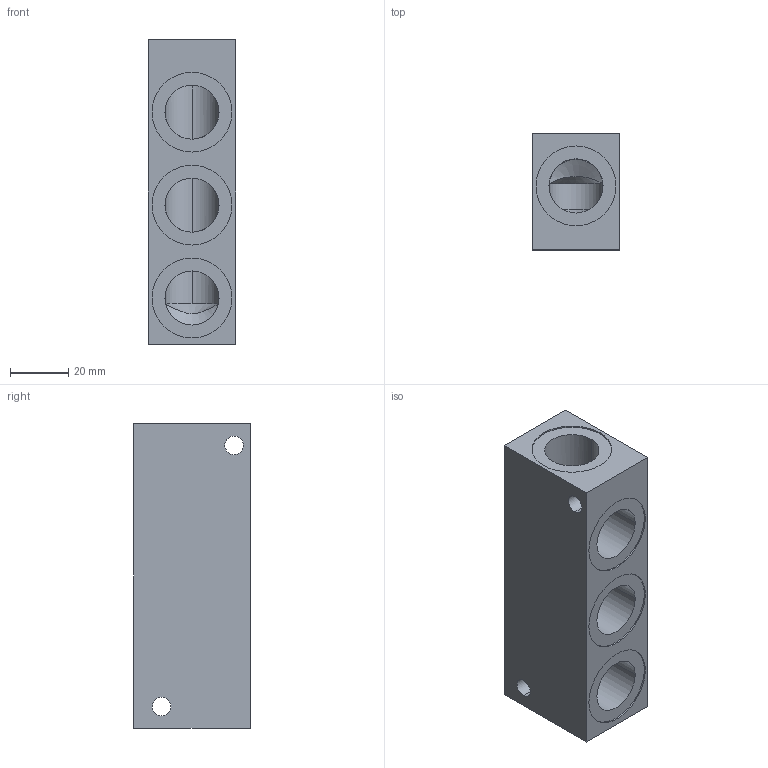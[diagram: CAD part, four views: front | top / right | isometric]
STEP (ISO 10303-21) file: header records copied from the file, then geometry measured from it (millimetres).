
FILE_DESCRIPTION(/* description */ ('VariCAD 2016-1.04 AP-214'),/* implementation_level */ '2;1');
FILE_NAME(/* name */ 'fr_412_a.stp',/* time_stamp */ '2016-06-16T08:52:20+02:00',/* author */ (''),/* organization */ (''),/* preprocessor_version */ 'ST-DEVELOPER v14',/* originating_system */ 'VariCAD 2016-1.04; kernel version (20130303)',/* authorisation */ '');
FILE_SCHEMA (('AUTOMOTIVE_DESIGN'));
Length unit declared in the file: millimetre
Products named in the file (2): fr_412_a; FR 412 A
Assembly tree (1 placements, depth 2):
  fr_412_a
    FR 412 A
Bounding box: 30 x 40 x 105 mm (x, y, z)
Volume: 85930.5 mm3; surface area: 24738.5 mm2
Topology: 1 solids, 1 shells, 57 faces, 153 edges, 100 vertices
Faces by surface type: cylinder 33, cone 13, plane 11
Entity records: 2066 total; most frequent: CARTESIAN_POINT 593, ORIENTED_EDGE 306, DIRECTION 293, EDGE_CURVE 153, AXIS2_PLACEMENT_3D 123, VERTEX_POINT 100, EDGE_LOOP 69, CIRCLE 62
